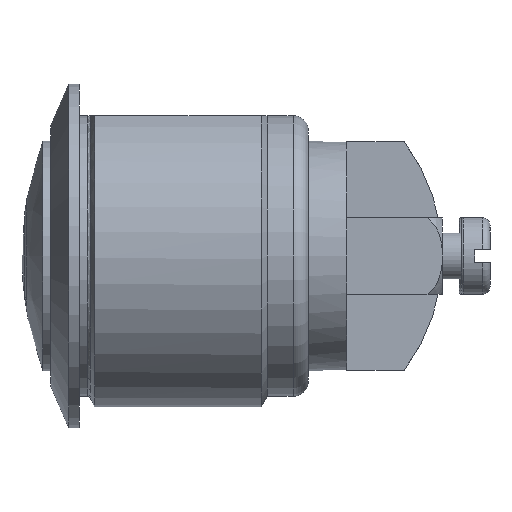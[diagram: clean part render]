
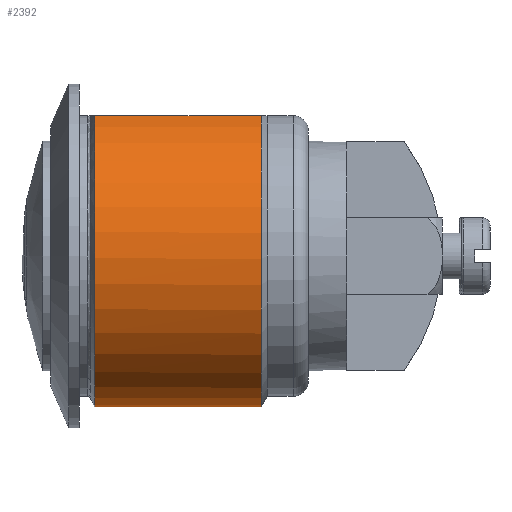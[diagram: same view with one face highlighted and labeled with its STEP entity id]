
A CAD part, left-side view. The second image highlights one B-rep face of the part: STEP entity #2392.
In plain terms, the highlighted cylindrical face has radius 7.9 mm (diameter 15.8 mm), a partial arc.
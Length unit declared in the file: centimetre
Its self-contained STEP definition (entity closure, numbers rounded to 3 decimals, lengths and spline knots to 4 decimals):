
#156=CYLINDRICAL_SURFACE('',#2620,0.79);
#328=FACE_OUTER_BOUND('',#480,.T.);
#480=EDGE_LOOP('',(#2210,#2211,#2212,#2213,#2214));
#507=CIRCLE('',#2428,0.79);
#593=CIRCLE('',#2621,0.79);
#594=CIRCLE('',#2622,0.79);
#798=LINE('',#4462,#993);
#799=LINE('',#4468,#994);
#993=VECTOR('',#3234,1.);
#994=VECTOR('',#3235,1.);
#1002=VERTEX_POINT('',#3315);
#1005=VERTEX_POINT('',#3321);
#1217=VERTEX_POINT('',#4458);
#1218=VERTEX_POINT('',#4463);
#1219=VERTEX_POINT('',#4467);
#1236=EDGE_CURVE('',#1005,#1002,#507,.T.);
#1551=EDGE_CURVE('',#1005,#1217,#798,.T.);
#1553=EDGE_CURVE('',#1219,#1218,#799,.T.);
#1555=EDGE_CURVE('',#1219,#1217,#593,.T.);
#1556=EDGE_CURVE('',#1002,#1218,#594,.T.);
#2210=ORIENTED_EDGE('',*,*,#1551,.T.);
#2211=ORIENTED_EDGE('',*,*,#1555,.F.);
#2212=ORIENTED_EDGE('',*,*,#1553,.T.);
#2213=ORIENTED_EDGE('',*,*,#1556,.F.);
#2214=ORIENTED_EDGE('',*,*,#1236,.F.);
#2392=ADVANCED_FACE('',(#328),#156,.T.);
#2428=AXIS2_PLACEMENT_3D('',#3325,#2664,#2665);
#2620=AXIS2_PLACEMENT_3D('',#4472,#3236,#3237);
#2621=AXIS2_PLACEMENT_3D('',#4473,#3238,#3239);
#2622=AXIS2_PLACEMENT_3D('',#4474,#3240,#3241);
#2664=DIRECTION('center_axis',(0.,-1.,0.));
#2665=DIRECTION('ref_axis',(-1.,0.,0.));
#3234=DIRECTION('',(0.,1.,0.));
#3235=DIRECTION('',(0.,-1.,0.));
#3236=DIRECTION('center_axis',(0.,-1.,0.));
#3237=DIRECTION('ref_axis',(0.,0.,
-1.));
#3238=DIRECTION('center_axis',(0.,1.,0.));
#3239=DIRECTION('ref_axis',(-1.,0.,0.));
#3240=DIRECTION('center_axis',(0.,-1.,0.));
#3241=DIRECTION('ref_axis',(-1.,0.,0.));
#3315=CARTESIAN_POINT('',(0.79,0.2468,0.));
#3321=CARTESIAN_POINT('',(-0.2896,0.2468,0.735));
#3325=CARTESIAN_POINT('Origin',(0.,0.2468,0.));
#4458=CARTESIAN_POINT('',(-0.2896,1.1194,0.735));
#4462=CARTESIAN_POINT('',(-0.2896,0.7075,0.735));
#4463=CARTESIAN_POINT('',(0.2896,0.2468,0.735));
#4467=CARTESIAN_POINT('',(0.2896,1.1194,0.735));
#4468=CARTESIAN_POINT('',(0.2896,0.7075,0.735));
#4472=CARTESIAN_POINT('Origin',(0.,0.7075,0.));
#4473=CARTESIAN_POINT('Origin',(0.,1.1194,0.));
#4474=CARTESIAN_POINT('Origin',(0.,0.2468,0.));
